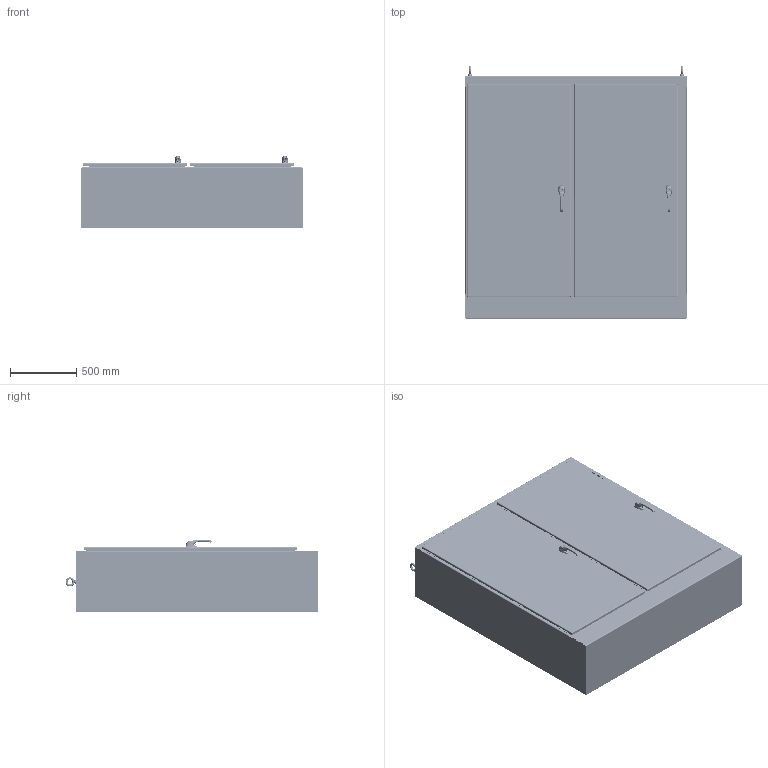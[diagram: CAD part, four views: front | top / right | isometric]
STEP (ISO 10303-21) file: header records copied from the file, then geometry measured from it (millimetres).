
FILE_DESCRIPTION(/* description */ ('WRD, N4/IP66, FS, DD, DISC., C.R.S., 72x65.75x18'),/* implementation_level */ '2;1');
FILE_NAME(/* name */ 'WRD72XM6518FSD4.stp',/* time_stamp */ '2021-03-23T07:39:28-05:00',/* author */ ('kadelman'),/* organization */ (''),/* preprocessor_version */ 'ST-DEVELOPER v18.1',/* originating_system */ 'Autodesk Inventor 2020',/* authorisation */ '');
FILE_SCHEMA (('AUTOMOTIVE_DESIGN { 1 0 10303 214 3 1 1 }'));
Products named in the file (122): WRD72XM6518FSD4; WRD72XM6518FSD4BLR; WRDXM6518FSD4TOP; WRDXM6518FSD4BTM; WRD72XMFSD4MR; HFW332010; HFW332010S; HFW12085; HFW388191; HFW332014; HFW332024; HFW332003; HFW332004; HFW332007; HFW332008; HFW332013; HFW332008S; WRD72XMFSD4RML; WRD72XMFSD4MLR; HFW303131; 31431; HFW332015; HFW332012; HFW332001; HFW332001-1; HFWS332001-2; 30234; 34932; HFW332011; HFW303132; HFW316407; FUN00129; 30624; 30221; 316298; HFW3025; 349132; HFW3878; WRD72XM65FSD4DR; 34917 ...
Assembly tree (234 placements, depth 5):
  WRD72XM6518FSD4
    WRD72XM6518FSD4BLR
    WRDXM6518FSD4TOP
    WRDXM6518FSD4BTM
    WRD72XMFSD4MR
      HFW332010
        HFW332010S
        HFW12085
        HFW388191
      HFW332014
      HFW332024
      HFW332012  x2
      HFW332015  x2
      HFW332003
      HFW332004
      HFW332007
      HFW332008
        HFW332013
        HFW332008S
      WRD72XMFSD4RML
      WRD72XMFSD4MLR
      HFW303131  x2
      31431  x6
      HFW332001
        HFW332001-1
        HFWS332001-2
      30234
      HFW3762
      34929
      34932
      34920  x5
      3905
      HFW332011  x2
    HFW303132  x2
    HFW316407  x2
    FUN00129
    30624  x2
    30221  x8
    316298  x2
    HFW3025  x2
    349132  x2
    HFW3878  x2
    WRD72XM65FSD4DR  x2
    34917  x4
      34917SP
      Compress Spring
        Compress Spring1
    37216  x4
    3881  x2
    HFW500002_B
      HFW309103
      HFW309100
        HFW309100S
        38874  x2
        HFW388167
      HFW309101
        HFW309101S
        38874
      HFW309102
      3905  x2
Bounding box: 1670.05 x 1911.28 x 548.59 mm (x, y, z)
Volume: 40200349.5 mm3; surface area: 28090394.1 mm2
Topology: 302 solids, 302 shells, 11756 faces, 30508 edges, 19452 vertices
Faces by surface type: plane 4913, cylinder 3890, bspline 1239, cone 746, torus 698, sphere 270
Full cylindrical faces by diameter (mm): 1.5 x4, 1.587 x1, 2 x1, 2.2 x1, 2.5 x2, 3 x5, 3.1 x4, 3.15 x2, 3.175 x2, 3.5 x6, 3.9 x2, 3.962 x6, 3.969 x8, 4 x1, 4.2 x4, 4.5 x4, 4.632 x176, 4.762 x1, 4.773 x4, 4.825 x35, 4.953 x16, 4.978 x5, 5 x11, 5.08 x16, 5.105 x79, 5.16 x40, 5.2 x1, 5.4 x6, 6 x10, 6.075 x56
Entity records: 230488 total; most frequent: CARTESIAN_POINT 116318, DIRECTION 23012, ORIENTED_EDGE 22830, EDGE_CURVE 11415, AXIS2_PLACEMENT_3D 8823, VERTEX_POINT 7109, LINE 5366, VECTOR 5366
